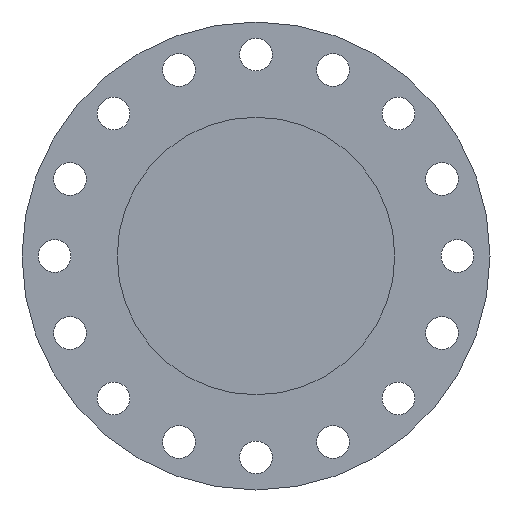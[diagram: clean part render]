
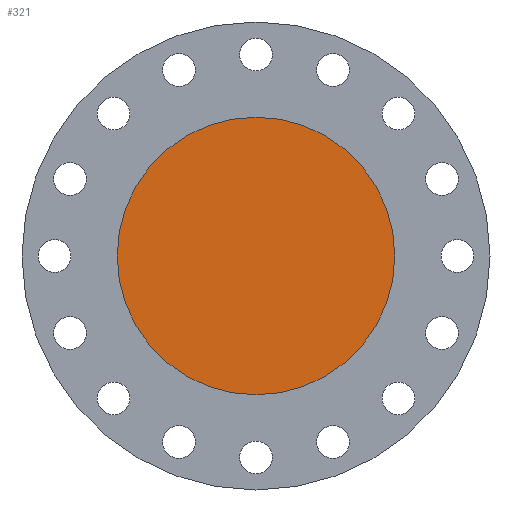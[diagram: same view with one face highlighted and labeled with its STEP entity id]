
A CAD part, left-side view. The second image highlights one B-rep face of the part: STEP entity #321.
In plain terms, the highlighted planar face has unit normal (-1, 0, 0).
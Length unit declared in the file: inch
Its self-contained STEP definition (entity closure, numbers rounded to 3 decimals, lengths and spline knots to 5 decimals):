
#24 = AXIS2_PLACEMENT_3D ( 'NONE', #261, #166, #485 ) ;
#166 = DIRECTION ( 'NONE',  ( -1., 0., 0. ) ) ;
#187 = DIRECTION ( 'NONE',  ( -1., 0., 0. ) ) ;
#191 = EDGE_LOOP ( 'NONE', ( #1347, #763 ) ) ;
#231 = DIRECTION ( 'NONE',  ( 0., 0., 1. ) ) ;
#261 = CARTESIAN_POINT ( 'NONE',  ( 0., 0., 0. ) ) ;
#262 = EDGE_CURVE ( 'NONE', #843, #606, #269, .T. ) ;
#269 = CIRCLE ( 'NONE', #483, 6.375 ) ;
#321 = ADVANCED_FACE ( 'NONE', ( #760 ), #1189, .T. ) ;
#324 = CIRCLE ( 'NONE', #24, 6.375 ) ;
#483 = AXIS2_PLACEMENT_3D ( 'NONE', #715, #1280, #231 ) ;
#485 = DIRECTION ( 'NONE',  ( 0., 0., 1. ) ) ;
#606 = VERTEX_POINT ( 'NONE', #1362 ) ;
#715 = CARTESIAN_POINT ( 'NONE',  ( 0., 0., 0. ) ) ;
#760 = FACE_OUTER_BOUND ( 'NONE', #191, .T. ) ;
#763 = ORIENTED_EDGE ( 'NONE', *, *, #262, .T. ) ;
#843 = VERTEX_POINT ( 'NONE', #1191 ) ;
#1093 = EDGE_CURVE ( 'NONE', #606, #843, #324, .T. ) ;
#1184 = DIRECTION ( 'NONE',  ( 0., 0., 1. ) ) ;
#1189 = PLANE ( 'NONE',  #1195 ) ;
#1191 = CARTESIAN_POINT ( 'NONE',  ( 0., 0., -6.375 ) ) ;
#1195 = AXIS2_PLACEMENT_3D ( 'NONE', #1200, #187, #1184 ) ;
#1200 = CARTESIAN_POINT ( 'NONE',  ( 0., 0., 0. ) ) ;
#1280 = DIRECTION ( 'NONE',  ( -1., 0., 0. ) ) ;
#1347 = ORIENTED_EDGE ( 'NONE', *, *, #1093, .T. ) ;
#1362 = CARTESIAN_POINT ( 'NONE',  ( 0., 0., 6.375 ) ) ;
